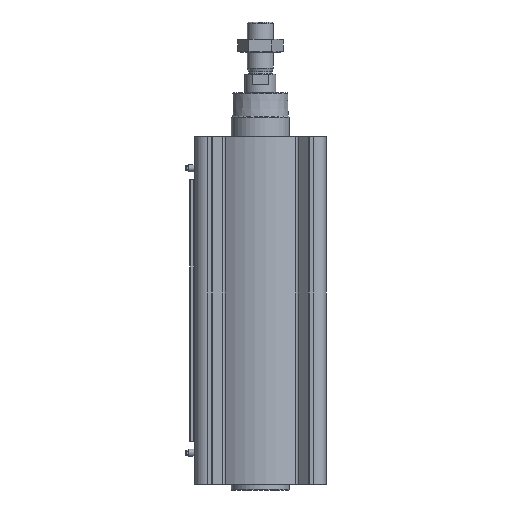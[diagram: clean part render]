
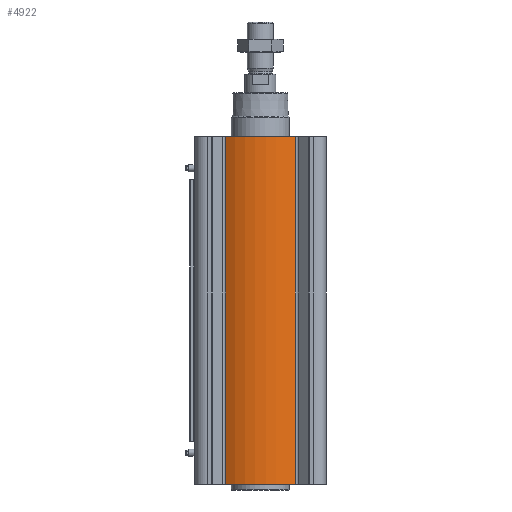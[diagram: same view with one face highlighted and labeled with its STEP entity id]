
A CAD part, left-side view. The second image highlights one B-rep face of the part: STEP entity #4922.
In plain terms, the highlighted cylindrical face has radius 67 mm (diameter 134 mm), a partial arc.
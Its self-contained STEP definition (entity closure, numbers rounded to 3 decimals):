
#133=LINE('',#7074,#342);
#134=LINE('',#7076,#343);
#342=VECTOR('',#5809,1000.);
#343=VECTOR('',#5812,1000.);
#668=CIRCLE('',#5200,67.);
#690=CIRCLE('',#5231,67.);
#971=ORIENTED_EDGE('',*,*,#1788,.T.);
#972=ORIENTED_EDGE('',*,*,#1857,.F.);
#973=ORIENTED_EDGE('',*,*,#1826,.F.);
#974=ORIENTED_EDGE('',*,*,#1856,.T.);
#1788=EDGE_CURVE('',#2241,#2240,#668,.T.);
#1826=EDGE_CURVE('',#2269,#2270,#690,.T.);
#1856=EDGE_CURVE('',#2269,#2241,#133,.T.);
#1857=EDGE_CURVE('',#2270,#2240,#134,.T.);
#2240=VERTEX_POINT('',#6938);
#2241=VERTEX_POINT('',#6940);
#2269=VERTEX_POINT('',#7014);
#2270=VERTEX_POINT('',#7016);
#2628=EDGE_LOOP('',(#971,#972,#973,#974));
#3001=FACE_BOUND('',#2628,.T.);
#3339=CYLINDRICAL_SURFACE('',#5251,67.);
#4922=ADVANCED_FACE('',(#3001),#3339,.T.);
#5200=AXIS2_PLACEMENT_3D('',#6939,#5677,#5678);
#5231=AXIS2_PLACEMENT_3D('',#7015,#5755,#5756);
#5251=AXIS2_PLACEMENT_3D('',#7075,#5810,#5811);
#5677=DIRECTION('',(0.,0.,1.));
#5678=DIRECTION('',(1.,0.,0.));
#5755=DIRECTION('',(0.,0.,1.));
#5756=DIRECTION('',(1.,0.,0.));
#5809=DIRECTION('',(0.,0.,-1.));
#5810=DIRECTION('',(0.,0.,-1.));
#5811=DIRECTION('',(-1.,0.,0.));
#5812=DIRECTION('',(0.,0.,-1.));
#6938=CARTESIAN_POINT('',(-56.485,-36.035,-360.));
#6939=CARTESIAN_POINT('',(0.,0.,-360.));
#6940=CARTESIAN_POINT('',(-56.485,36.035,-360.));
#7014=CARTESIAN_POINT('',(-56.485,36.035,0.));
#7015=CARTESIAN_POINT('',(0.,0.,0.));
#7016=CARTESIAN_POINT('',(-56.485,-36.035,0.));
#7074=CARTESIAN_POINT('',(-56.485,36.035,0.));
#7075=CARTESIAN_POINT('',(0.,0.,0.));
#7076=CARTESIAN_POINT('',(-56.485,-36.035,0.));
